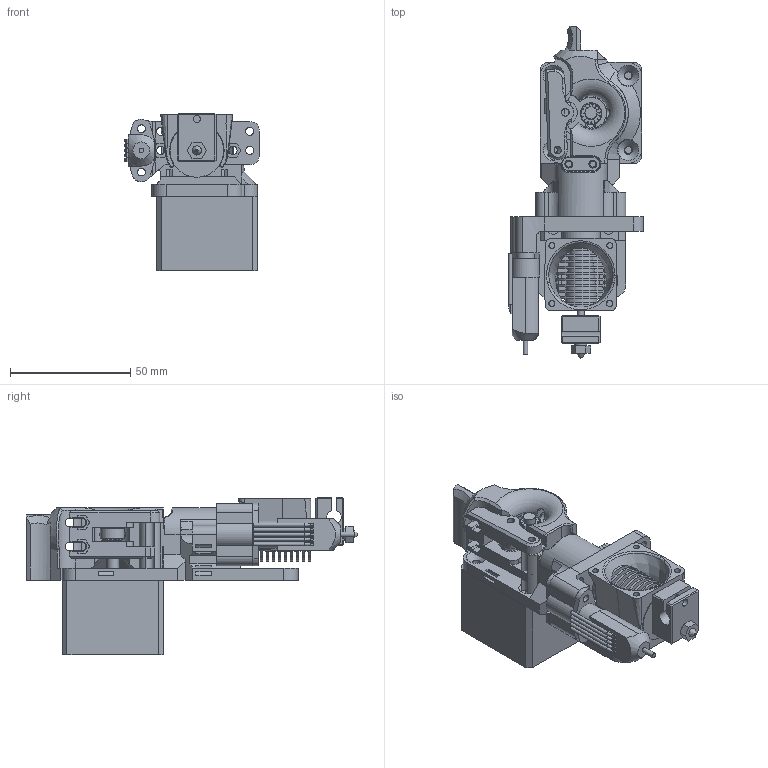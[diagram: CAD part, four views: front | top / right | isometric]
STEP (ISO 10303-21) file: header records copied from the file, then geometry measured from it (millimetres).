
FILE_DESCRIPTION(/* description */ (''),/* implementation_level */ '2;1');
FILE_NAME(/* name */ 'Extruder_assembly.stp',/* time_stamp */ '2016-08-09T15:52:26+09:00',/* author */ ('inorn'),/* organization */ (''),/* preprocessor_version */ 'ST-DEVELOPER v16.1',/* originating_system */ 'Autodesk Inventor 2016',/* authorisation */ '');
FILE_SCHEMA (('AUTOMOTIVE_DESIGN { 1 0 10303 214 3 1 1 }'));
Length unit declared in the file: millimetre
Products named in the file (11): Extruder_mk8; TubeClamp; NEMA17; EXTRUDER_Gear_8; Extrusor_-_Tensor_Filamento; Bearing; E3D_V6_1.75mm_Universal_HotEnd_Mockup; V6.6_Duct; BLTouch; BLTouch_Connector_joined; Extruder_assembly
Assembly tree (10 placements, depth 2):
  Extruder_assembly
    Extruder_mk8
    TubeClamp
    NEMA17
    EXTRUDER_Gear_8
    Extrusor_-_Tensor_Filamento
    Bearing
    E3D_V6_1.75mm_Universal_HotEnd_Mockup
    V6.6_Duct
    BLTouch
    BLTouch_Connector_joined
Bounding box: 56 x 137.8 x 65.5 mm (x, y, z)
Volume: 129424 mm3; surface area: 54286.2 mm2
Topology: 10 solids, 10 shells, 1034 faces, 2888 edges, 1890 vertices
Faces by surface type: plane 533, cylinder 289, bspline 105, cone 62, torus 37, sphere 8
Full cylindrical faces by diameter (mm): 0.4 x1, 1.5 x5, 1.55 x1, 2 x2, 2.2 x1, 2.5 x2, 2.8 x1, 3 x10, 3.2 x6, 3.3 x2, 3.4 x9, 3.5 x3, 3.8 x1, 4 x1, 4.2 x2, 4.5 x5, 5 x4, 6 x2, 8 x1, 9 x3, 9.5 x1, 10 x2, 10.5 x1, 11 x1, 11.5 x1, 12 x3, 12.5 x1, 13 x1, 13.5 x1, 14 x1
Entity records: 38983 total; most frequent: CARTESIAN_POINT 13558, ORIENTED_EDGE 5414, DIRECTION 4859, EDGE_CURVE 2702, VERTEX_POINT 1820, AXIS2_PLACEMENT_3D 1751, LINE 1357, VECTOR 1357
